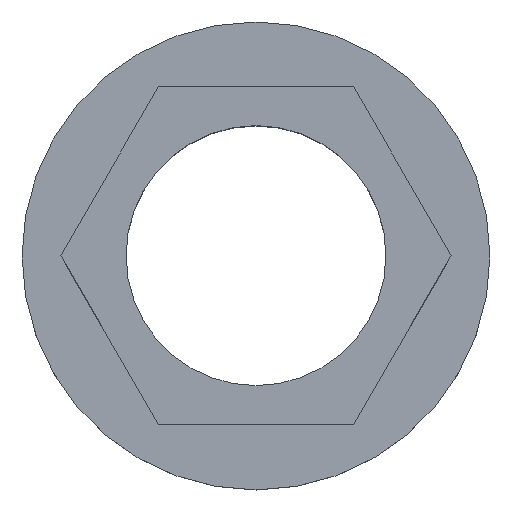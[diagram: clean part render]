
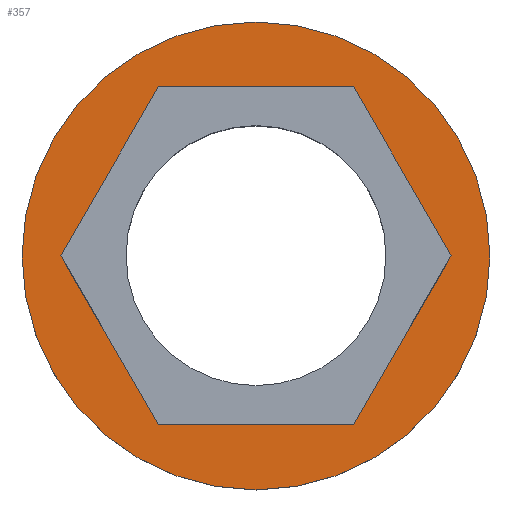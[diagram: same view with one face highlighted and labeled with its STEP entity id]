
A CAD part, top view. The second image highlights one B-rep face of the part: STEP entity #357.
In plain terms, the highlighted planar face has unit normal (0, 0, 1).
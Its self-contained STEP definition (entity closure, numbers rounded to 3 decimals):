
#76=CARTESIAN_POINT('',(-3.753,0.,1.));
#77=VERTEX_POINT('',#76);
#78=CARTESIAN_POINT('',(-1.876,-3.25,1.));
#79=VERTEX_POINT('',#78);
#80=CARTESIAN_POINT('',(-3.753,0.,1.));
#81=DIRECTION('',(0.5,-0.866,0.));
#82=VECTOR('',#81,3.753);
#83=LINE('',#80,#82);
#84=EDGE_CURVE('',#77,#79,#83,.T.);
#116=CARTESIAN_POINT('',(-1.876,3.25,1.));
#117=VERTEX_POINT('',#116);
#118=CARTESIAN_POINT('',(-1.876,3.25,1.));
#119=DIRECTION('',(-0.5,-0.866,0.));
#120=VECTOR('',#119,3.753);
#121=LINE('',#118,#120);
#122=EDGE_CURVE('',#117,#77,#121,.T.);
#147=CARTESIAN_POINT('',(1.876,3.25,1.));
#148=VERTEX_POINT('',#147);
#149=CARTESIAN_POINT('',(1.876,3.25,1.));
#150=DIRECTION('',(-1.,0.,0.));
#151=VECTOR('',#150,3.753);
#152=LINE('',#149,#151);
#153=EDGE_CURVE('',#148,#117,#152,.T.);
#178=CARTESIAN_POINT('',(3.753,0.,1.));
#179=VERTEX_POINT('',#178);
#180=CARTESIAN_POINT('',(3.753,0.,1.));
#181=DIRECTION('',(-0.5,0.866,0.));
#182=VECTOR('',#181,3.753);
#183=LINE('',#180,#182);
#184=EDGE_CURVE('',#179,#148,#183,.T.);
#209=CARTESIAN_POINT('',(1.876,-3.25,1.));
#210=VERTEX_POINT('',#209);
#211=CARTESIAN_POINT('',(1.876,-3.25,1.));
#212=DIRECTION('',(0.5,0.866,0.));
#213=VECTOR('',#212,3.753);
#214=LINE('',#211,#213);
#215=EDGE_CURVE('',#210,#179,#214,.T.);
#240=CARTESIAN_POINT('',(-1.876,-3.25,1.));
#241=DIRECTION('',(1.,0.,0.));
#242=VECTOR('',#241,3.753);
#243=LINE('',#240,#242);
#244=EDGE_CURVE('',#79,#210,#243,.T.);
#280=CARTESIAN_POINT('',(4.5,0.,1.));
#281=VERTEX_POINT('',#280);
#282=CARTESIAN_POINT('',(-4.5,0.,1.));
#283=VERTEX_POINT('',#282);
#284=CARTESIAN_POINT('',(0.,0.,1.));
#285=DIRECTION('',(1.,0.,0.));
#286=DIRECTION('',(-0.,0.,-1.));
#287=AXIS2_PLACEMENT_3D('',#284,#286,#285);
#288=CIRCLE('',#287,4.5);
#289=EDGE_CURVE('',#281,#283,#288,.T.);
#316=CARTESIAN_POINT('',(0.,0.,1.));
#317=DIRECTION('',(-1.,0.,0.));
#318=DIRECTION('',(0.,0.,-1.));
#319=AXIS2_PLACEMENT_3D('',#316,#318,#317);
#320=CIRCLE('',#319,4.5);
#321=EDGE_CURVE('',#283,#281,#320,.T.);
#340=CARTESIAN_POINT('',(0.,0.,1.));
#341=DIRECTION('',(1.,0.,0.));
#342=DIRECTION('',(0.,0.,1.));
#343=AXIS2_PLACEMENT_3D('',#340,#342,#341);
#344=PLANE('',#343);
#345=ORIENTED_EDGE('',*,*,#321,.F.);
#346=ORIENTED_EDGE('',*,*,#289,.F.);
#347=EDGE_LOOP('',(#345,#346));
#348=FACE_OUTER_BOUND('',#347,.T.);
#349=ORIENTED_EDGE('',*,*,#84,.F.);
#350=ORIENTED_EDGE('',*,*,#122,.F.);
#351=ORIENTED_EDGE('',*,*,#153,.F.);
#352=ORIENTED_EDGE('',*,*,#184,.F.);
#353=ORIENTED_EDGE('',*,*,#215,.F.);
#354=ORIENTED_EDGE('',*,*,#244,.F.);
#355=EDGE_LOOP('',(#349,#350,#351,#352,#353,#354));
#356=FACE_BOUND('',#355,.T.);
#357=ADVANCED_FACE('F11',(#348,#356),#344,.T.);
